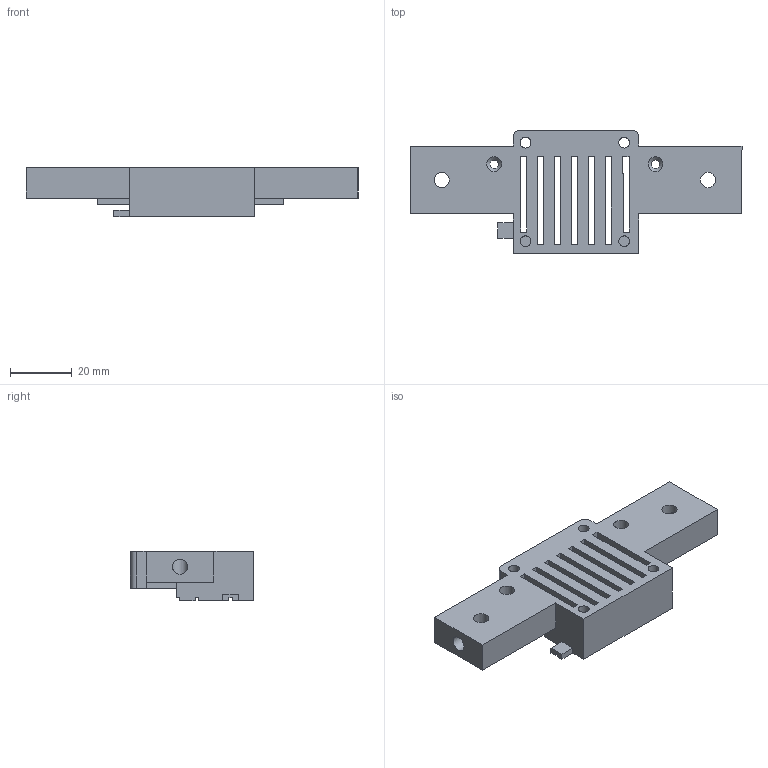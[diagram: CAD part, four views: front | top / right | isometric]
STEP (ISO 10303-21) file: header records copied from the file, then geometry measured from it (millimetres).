
FILE_DESCRIPTION( ( 'Unknown' ), '1' );
FILE_NAME( 'LensBaseTop01_riser.stp', 'Unknown', ( 'Unknown' ), ( 'Unknown' ), 'PSStep 16.0.42', 'Unknown', ' ' );
FILE_SCHEMA( ( 'AUTOMOTIVE_DESIGN { 1 0 10303 214 1 1 1 1 }' ) );
Length unit declared in the file: millimetre
Products named in the file (1): 1
Bounding box: 107.72 x 40 x 16 mm (x, y, z)
Volume: 31327.9 mm3; surface area: 16764.5 mm2
Topology: 1 solids, 1 shells, 162 faces, 495 edges, 329 vertices
Faces by surface type: plane 144, cylinder 16, cone 2
Full cylindrical faces by diameter (mm): 2.8 x2, 3.5 x4, 4.8 x2, 4.976 x4
Entity records: 6731 total; most frequent: CARTESIAN_POINT 1021, ORIENTED_EDGE 942, DIRECTION 831, EDGE_CURVE 471, LINE 435, VECTOR 435, VERTEX_POINT 320, EDGE_LOOP 201
